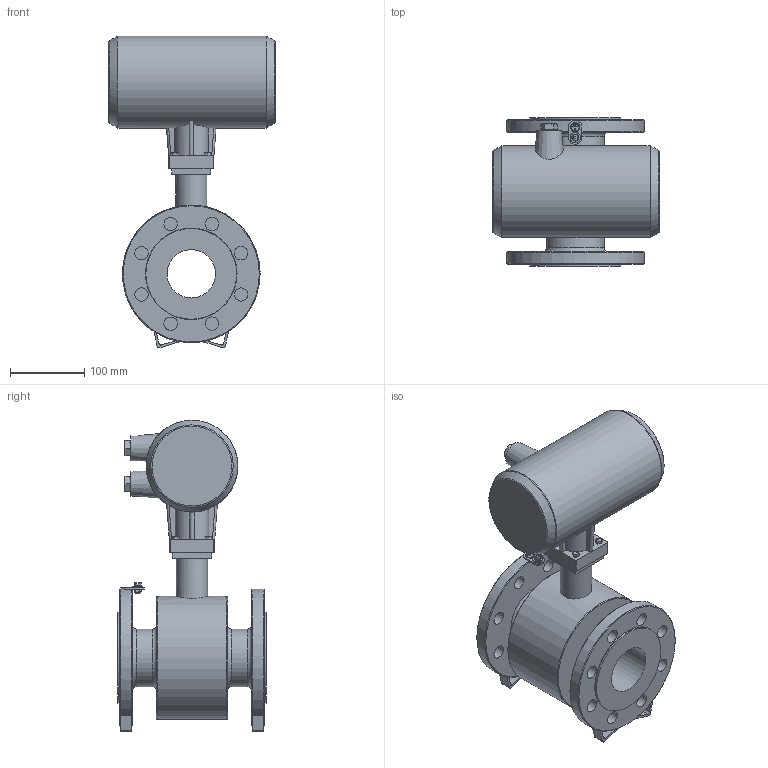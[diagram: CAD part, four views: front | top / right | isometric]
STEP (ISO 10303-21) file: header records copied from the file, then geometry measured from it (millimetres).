
FILE_DESCRIPTION(/* description */ (''),/* implementation_level */ '2;1');
FILE_NAME(/* name */ 'Flowmeter DN65 PN16 Compact.step',/* time_stamp */ '2023-10-06T12:17:26+03:00',/* author */ (''),/* organization */ (''),/* preprocessor_version */ 'ST-DEVELOPER v20',/* originating_system */ 'Autodesk Translation Framework v12.14.0.127',/* authorisation */ '');
FILE_SCHEMA (('AUTOMOTIVE_DESIGN { 1 0 10303 214 3 1 1 }'));
Length unit declared in the file: millimetre
Products named in the file (3): (Unsaved); Flowmeter v11; A_Compact_version
Assembly tree (2 placements, depth 3):
  (Unsaved)
    Flowmeter v11
      A_Compact_version
Bounding box: 224 x 200 x 419 mm (x, y, z)
Volume: 5473641.3 mm3; surface area: 419690.2 mm2
Topology: 1 solids, 6 shells, 640 faces, 1618 edges, 1040 vertices
Faces by surface type: plane 221, cylinder 157, bspline 157, cone 91, torus 14
Full cylindrical faces by diameter (mm): 3.332 x2, 3.961 x9, 4.234 x4, 5 x11, 5.5 x1, 6.5 x4, 8 x2, 10.394 x1, 12.394 x1, 14 x1, 17 x2, 18 x16, 18.137 x10, 18.631 x12, 29 x1, 42 x2, 65 x1, 72 x1, 77.5 x2, 110 x2, 113 x2, 122 x2, 123.5 x1, 165 x1
Entity records: 55418 total; most frequent: CARTESIAN_POINT 40967, ORIENTED_EDGE 3238, DIRECTION 2369, EDGE_CURVE 1619, VERTEX_POINT 1040, AXIS2_PLACEMENT_3D 879, EDGE_LOOP 757, FACE_OUTER_BOUND 640
